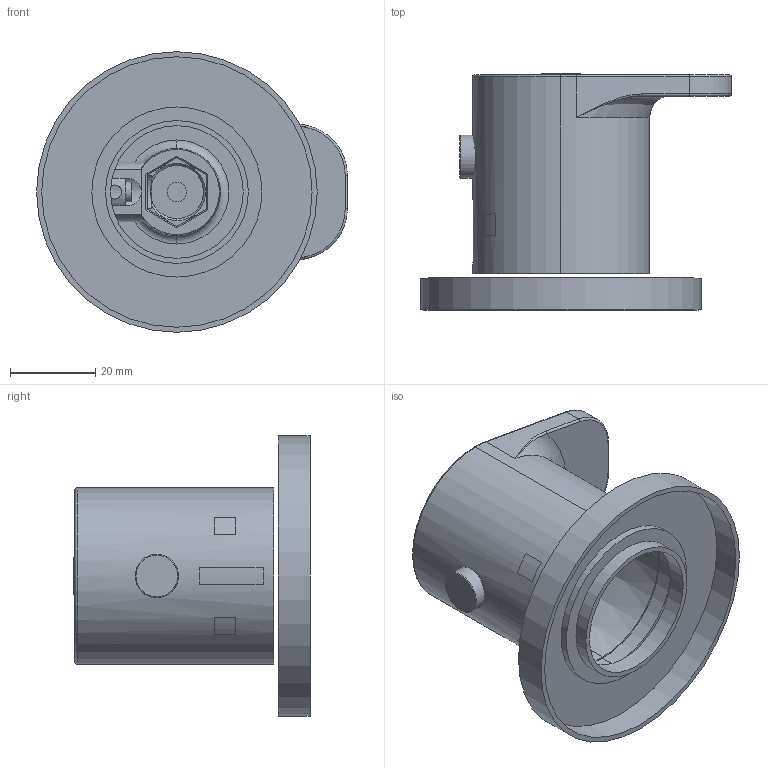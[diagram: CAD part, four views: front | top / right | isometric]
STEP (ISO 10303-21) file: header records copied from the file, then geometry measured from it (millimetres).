
FILE_DESCRIPTION (( 'STEP AP203' ), '1' );
FILE_NAME ('36CP12259.STEP', '2025-08-19T08:11:38', ( '' ), ( '' ), 'SwSTEP 2.0', 'SolidWorks 2021', '' );
FILE_SCHEMA (( 'CONFIG_CONTROL_DESIGN' ));
Length unit declared in the file: millimetre
Products named in the file (1): 36CP12259
Bounding box: 73.1 x 55.55 x 66 mm (x, y, z)
Volume: 33366.7 mm3; surface area: 29209.3 mm2
Topology: 4 solids, 4 shells, 176 faces, 454 edges, 296 vertices
Faces by surface type: plane 83, cylinder 46, cone 23, torus 19, sphere 3, bspline 2
Full cylindrical faces by diameter (mm): 3.1 x2, 3.3 x1, 4.15 x1, 4.65 x1, 10.2 x1, 25.6 x1, 28.6 x1, 31 x1, 31.2 x1, 31.6 x1, 33.6 x1, 38 x1, 40 x1, 63.6 x1, 66 x1
Entity records: 6215 total; most frequent: CARTESIAN_POINT 1988, DIRECTION 861, ORIENTED_EDGE 832, EDGE_CURVE 416, AXIS2_PLACEMENT_3D 335, VERTEX_POINT 285, EDGE_LOOP 227, FACE_OUTER_BOUND 196
